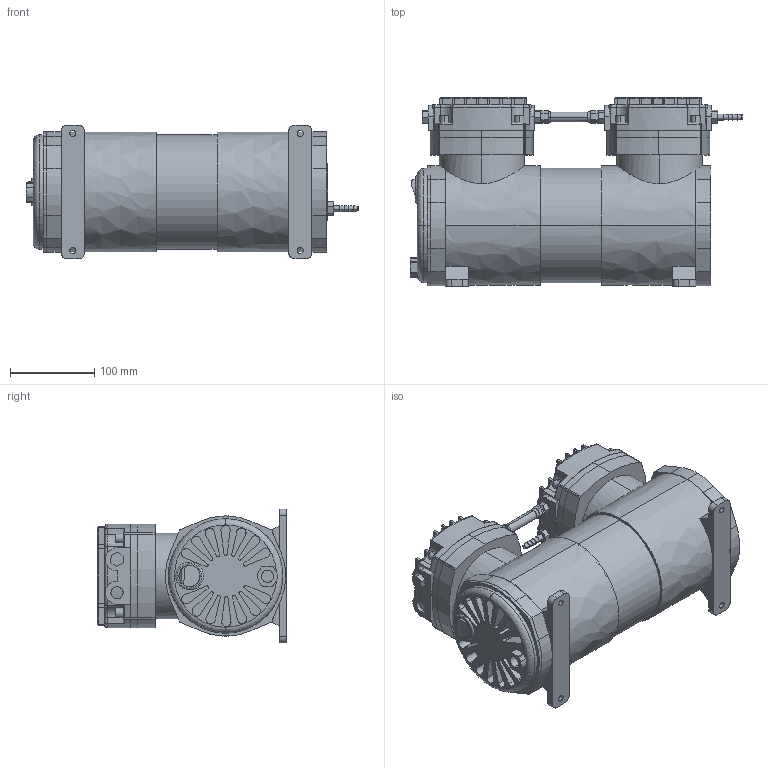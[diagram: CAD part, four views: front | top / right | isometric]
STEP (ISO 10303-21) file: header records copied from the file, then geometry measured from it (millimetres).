
FILE_DESCRIPTION(('FreeCAD Model'),'2;1');
FILE_NAME('Open CASCADE Shape Model','2025-04-29T21:36:26',('FreeCAD'),( 'FreeCAD'),'Open CASCADE STEP processor 7.6','FreeCAD','Unknown');
FILE_SCHEMA(('AUTOMOTIVE_DESIGN { 1 0 10303 214 1 1 1 1 }'));
Length unit declared in the file: millimetre
Products named in the file (1): Open CASCADE STEP translator 7.6 1
Bounding box: 393.48 x 223.85 x 158.66 mm (x, y, z)
Volume: 2906041.1 mm3; surface area: 598277.2 mm2
Topology: 12 solids, 13 shells, 1045 faces, 2548 edges, 1594 vertices
Faces by surface type: bspline 1045
Entity records: 30983 total; most frequent: CARTESIAN_POINT 16049, ORIENTED_EDGE 5096, EDGE_CURVE 2548, B_SPLINE_CURVE_WITH_KNOTS 1712, VERTEX_POINT 1594, FACE_BOUND 1172, EDGE_LOOP 1172, ADVANCED_FACE 1045
